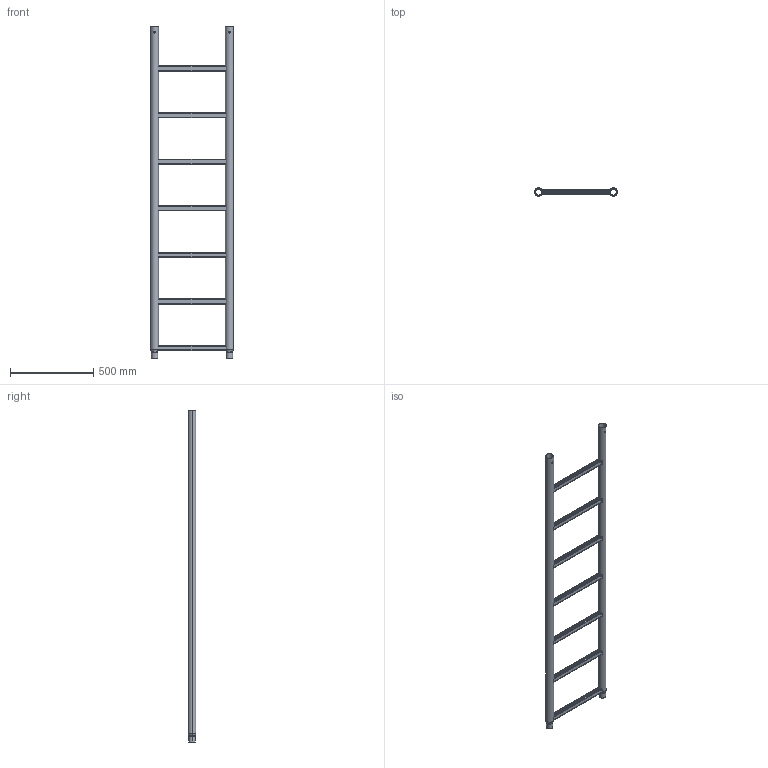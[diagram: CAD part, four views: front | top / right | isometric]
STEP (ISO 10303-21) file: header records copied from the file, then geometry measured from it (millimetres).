
FILE_DESCRIPTION (( 'STEP AP203' ), '1' );
FILE_NAME ('6290000007.STEP', '2024-04-23T14:42:19', ( '' ), ( '' ), 'SwSTEP 2.0', 'SolidWorks 2022', '' );
FILE_SCHEMA (( 'CONFIG_CONTROL_DESIGN' ));
Length unit declared in the file: metre
Products named in the file (1): 6290000007
Bounding box: 498 x 48 x 1995 mm (x, y, z)
Volume: 1550615.1 mm3; surface area: 1792336.2 mm2
Topology: 9 solids, 9 shells, 562 faces, 1650 edges, 1092 vertices
Faces by surface type: cylinder 374, plane 172, torus 8, cone 8
Entity records: 21699 total; most frequent: CARTESIAN_POINT 8705, ORIENTED_EDGE 3300, DIRECTION 1884, EDGE_CURVE 1650, VERTEX_POINT 1092, B_SPLINE_CURVE_WITH_KNOTS 716, VECTOR 662, LINE 662
